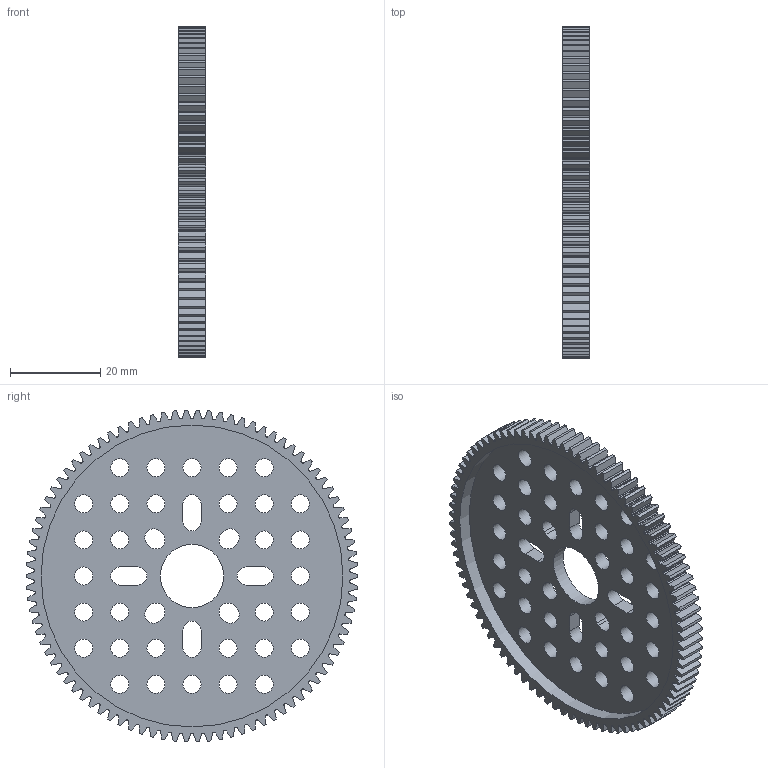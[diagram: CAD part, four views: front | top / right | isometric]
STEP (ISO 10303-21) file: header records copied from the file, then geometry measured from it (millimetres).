
FILE_DESCRIPTION( ( '' ), ' ' );
FILE_NAME( '5a2ade845214870eedd3ecd2.step', '2017-12-08T18:48:37', ( '' ), ( '' ), ' ', ' ', ' ' );
FILE_SCHEMA( ( 'AUTOMOTIVE_DESIGN { 1 0 10303 214 1 1 1 1 }' ) );
Length unit declared in the file: metre
Products named in the file (1): 2302-0014-0090
Bounding box: 6 x 73.6 x 73.57 mm (x, y, z)
Volume: 11600.4 mm3; surface area: 11724 mm2
Topology: 1 solids, 1 shells, 609 faces, 1818 edges, 1212 vertices
Faces by surface type: cylinder 410, extrusion 180, plane 19
Full cylindrical faces by diameter (mm): 4 x32, 14.05 x1, 66.928 x1
Entity records: 30234 total; most frequent: CARTESIAN_POINT 8826, ORIENTED_EDGE 3568, DIRECTION 3284, EDGE_CURVE 1784, AXIS2_PLACEMENT_3D 1250, VERTEX_POINT 1212, CIRCLE 820, VECTOR 784
